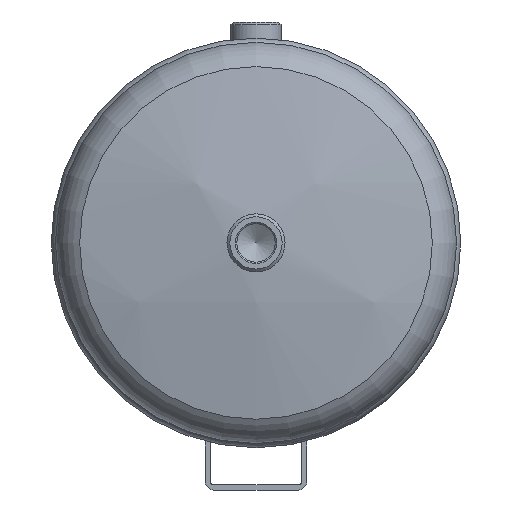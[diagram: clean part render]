
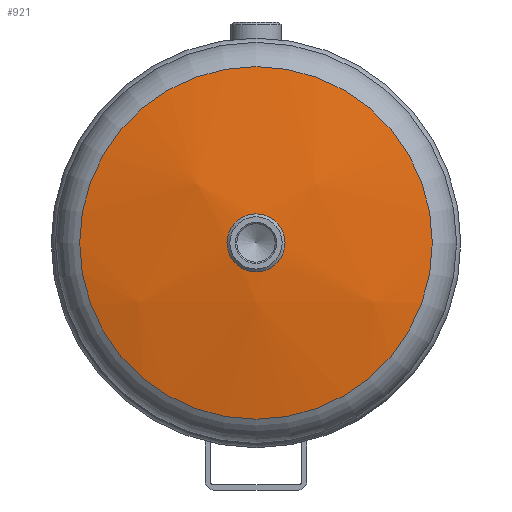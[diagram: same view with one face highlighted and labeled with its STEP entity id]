
A CAD part, left-side view. The second image highlights one B-rep face of the part: STEP entity #921.
In plain terms, the highlighted spherical face has radius 517.613 mm.
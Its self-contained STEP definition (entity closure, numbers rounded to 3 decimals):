
#17=SPHERICAL_SURFACE($,#1034,517.613);
#188=FACE_BOUND($,#338,.T.);
#189=FACE_BOUND($,#339,.T.);
#338=EDGE_LOOP($,(#823));
#339=EDGE_LOOP($,(#824));
#415=CIRCLE($,#1035,20.);
#416=CIRCLE($,#1036,121.318);
#503=VERTEX_POINT($,#1774);
#504=VERTEX_POINT($,#1776);
#615=EDGE_CURVE($,#503,#503,#415,.T.);
#616=EDGE_CURVE($,#504,#504,#416,.T.);
#823=ORIENTED_EDGE($,*,*,#615,.T.);
#824=ORIENTED_EDGE($,*,*,#616,.F.);
#921=ADVANCED_FACE($,(#188,#189),#17,.T.);
#1034=AXIS2_PLACEMENT_3D($,#1773,#1302,#1303);
#1035=AXIS2_PLACEMENT_3D($,#1775,#1304,#1305);
#1036=AXIS2_PLACEMENT_3D($,#1777,#1306,#1307);
#1302=DIRECTION('center_axis',(0.,0.,1.));
#1303=DIRECTION('ref_axis',(1.,0.,0.));
#1304=DIRECTION('center_axis',(1.,0.,0.));
#1305=DIRECTION('ref_axis',(0.,-1.,0.));
#1306=DIRECTION('center_axis',(1.,0.,0.));
#1307=DIRECTION('ref_axis',(0.,0.,-1.));
#1773=CARTESIAN_POINT('Origin',(-24.887,0.,
0.));
#1774=CARTESIAN_POINT('',(-542.113,20.,0.));
#1775=CARTESIAN_POINT('Origin',(-542.113,0.,0.));
#1776=CARTESIAN_POINT('',(-528.082,121.318,0.));
#1777=CARTESIAN_POINT('Origin',(-528.082,0.,
0.));
